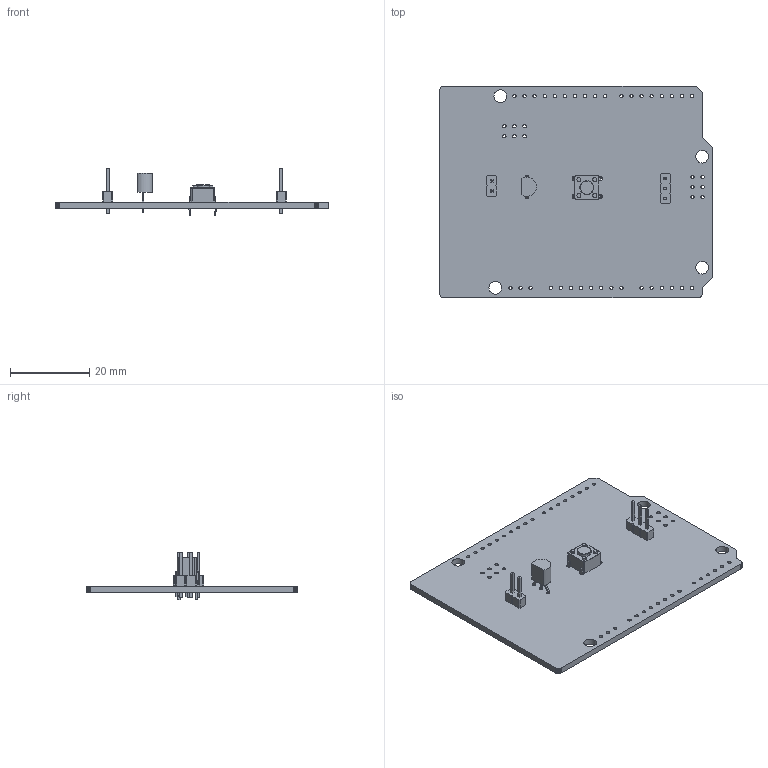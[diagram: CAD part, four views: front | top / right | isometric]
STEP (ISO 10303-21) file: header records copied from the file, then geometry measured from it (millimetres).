
FILE_DESCRIPTION(('KiCad electronic assembly'),'2;1');
FILE_NAME('satrio mikro 1 3D.step','2024-05-29T20:46:37',('Pcbnew'),( 'Kicad'),'Open CASCADE STEP processor 7.6','KiCad to STEP converter' ,'Unknown');
FILE_SCHEMA(('AUTOMOTIVE_DESIGN { 1 0 10303 214 1 1 1 1 }'));
Length unit declared in the file: millimetre
Products named in the file (10): satrio mikro 1 3D 1; SW_PUSH_6mm; SOLID; PinHeader_1x03_P2.54mm_Vertical; TO-92_Inline_Wide; PinHeader_1x02_P2.54mm_Vertical; PCB
Assembly tree (9 placements, depth 3):
  satrio mikro 1 3D 1
    SW_PUSH_6mm
      SOLID
    PinHeader_1x03_P2.54mm_Vertical
      SOLID
    TO-92_Inline_Wide
      SOLID
    PinHeader_1x02_P2.54mm_Vertical
      SOLID
    PCB
Bounding box: 68.58 x 53.34 x 12.04 mm (x, y, z)
Volume: 5913.2 mm3; surface area: 8379.2 mm2
Topology: 5 solids, 5 shells, 358 faces, 933 edges, 603 vertices
Faces by surface type: plane 252, cylinder 105, torus 1
Full cylindrical faces by diameter (mm): 0.8 x3, 0.85 x47, 1 x9, 1.1 x4, 3.2 x4, 3.5 x1
Entity records: 25771 total; most frequent: CARTESIAN_POINT 4772, DIRECTION 3579, LINE 2388, VECTOR 2388, ORIENTED_EDGE 1866, PCURVE 1866, DEFINITIONAL_REPRESENTATION 1866, EDGE_CURVE 933
